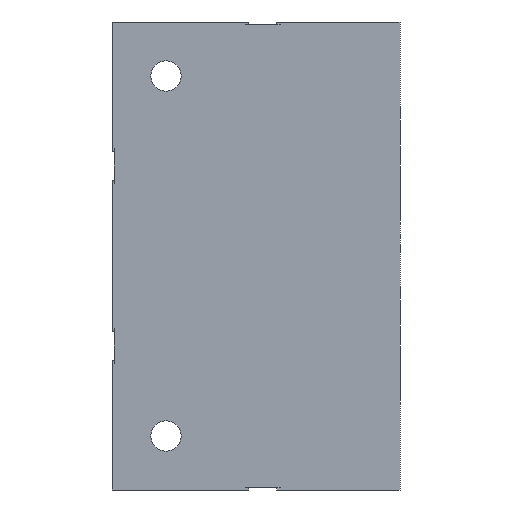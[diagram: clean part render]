
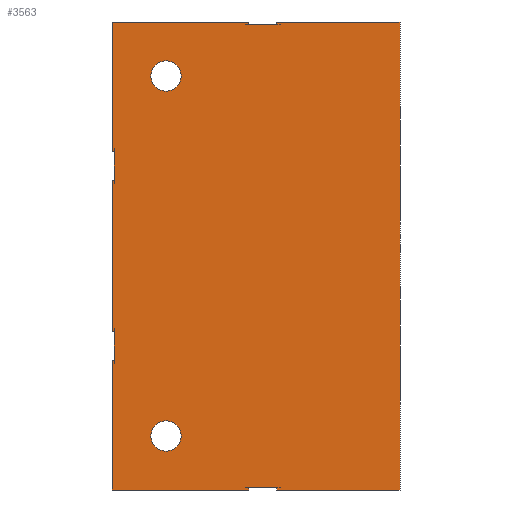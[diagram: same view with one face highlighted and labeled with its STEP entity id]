
A CAD part, front view. The second image highlights one B-rep face of the part: STEP entity #3563.
In plain terms, the highlighted planar face has unit normal (0, -1, 0).
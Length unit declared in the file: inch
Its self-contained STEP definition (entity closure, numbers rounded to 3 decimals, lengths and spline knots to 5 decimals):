
#14=DIRECTION('',(1.,0.,0.));
#15=VECTOR('',#14,1.89769);
#16=CARTESIAN_POINT('',(0.,-2.25,0.));
#17=LINE('',#16,#15);
#23=DIRECTION('',(1.,0.,0.));
#24=VECTOR('',#23,1.70969);
#25=CARTESIAN_POINT('',(2.29031,-2.25,0.));
#26=LINE('',#25,#24);
#606=CARTESIAN_POINT('',(0.75,-2.25,5.75));
#607=DIRECTION('',(0.,-1.,0.));
#608=DIRECTION('',(-1.,0.,0.));
#609=AXIS2_PLACEMENT_3D('',#606,#607,#608);
#611=CARTESIAN_POINT('',(0.75,-2.25,5.75));
#612=DIRECTION('',(0.,-1.,0.));
#613=DIRECTION('',(1.,0.,0.));
#614=AXIS2_PLACEMENT_3D('',#611,#612,#613);
#616=CARTESIAN_POINT('',(0.75,-2.25,0.75));
#617=DIRECTION('',(0.,-1.,0.));
#618=DIRECTION('',(-1.,0.,0.));
#619=AXIS2_PLACEMENT_3D('',#616,#617,#618);
#621=CARTESIAN_POINT('',(0.75,-2.25,0.75));
#622=DIRECTION('',(0.,-1.,0.));
#623=DIRECTION('',(1.,0.,0.));
#624=AXIS2_PLACEMENT_3D('',#621,#622,#623);
#626=DIRECTION('',(0.,0.,1.));
#627=VECTOR('',#626,0.032);
#628=CARTESIAN_POINT('',(1.89769,-2.25,0.));
#629=LINE('',#628,#627);
#630=DIRECTION('',(0.,0.,1.));
#631=VECTOR('',#630,1.80369);
#632=CARTESIAN_POINT('',(0.,-2.25,0.));
#633=LINE('',#632,#631);
#634=DIRECTION('',(1.,0.,0.));
#635=VECTOR('',#634,0.032);
#636=CARTESIAN_POINT('',(0.,-2.25,1.80369));
#637=LINE('',#636,#635);
#638=DIRECTION('',(0.,0.,-1.));
#639=VECTOR('',#638,0.39263);
#640=CARTESIAN_POINT('',(0.032,-2.25,2.19631));
#641=LINE('',#640,#639);
#642=DIRECTION('',(1.,0.,0.));
#643=VECTOR('',#642,0.032);
#644=CARTESIAN_POINT('',(0.,-2.25,2.19631));
#645=LINE('',#644,#643);
#646=DIRECTION('',(0.,0.,1.));
#647=VECTOR('',#646,2.10737);
#648=CARTESIAN_POINT('',(0.,-2.25,2.19631));
#649=LINE('',#648,#647);
#650=DIRECTION('',(1.,0.,0.));
#651=VECTOR('',#650,0.032);
#652=CARTESIAN_POINT('',(0.,-2.25,4.30369));
#653=LINE('',#652,#651);
#654=DIRECTION('',(0.,0.,-1.));
#655=VECTOR('',#654,0.39263);
#656=CARTESIAN_POINT('',(0.032,-2.25,4.69631));
#657=LINE('',#656,#655);
#658=DIRECTION('',(1.,0.,0.));
#659=VECTOR('',#658,0.032);
#660=CARTESIAN_POINT('',(0.,-2.25,4.69631));
#661=LINE('',#660,#659);
#662=DIRECTION('',(0.,0.,1.));
#663=VECTOR('',#662,1.80369);
#664=CARTESIAN_POINT('',(0.,-2.25,4.69631));
#665=LINE('',#664,#663);
#666=DIRECTION('',(0.,0.,-1.));
#667=VECTOR('',#666,0.032);
#668=CARTESIAN_POINT('',(1.89769,-2.25,6.5));
#669=LINE('',#668,#667);
#670=DIRECTION('',(-1.,0.,0.));
#671=VECTOR('',#670,0.39263);
#672=CARTESIAN_POINT('',(2.29031,-2.25,6.468));
#673=LINE('',#672,#671);
#674=DIRECTION('',(0.,0.,-1.));
#675=VECTOR('',#674,0.032);
#676=CARTESIAN_POINT('',(2.29031,-2.25,6.5));
#677=LINE('',#676,#675);
#678=DIRECTION('',(0.,0.,1.));
#679=VECTOR('',#678,0.032);
#680=CARTESIAN_POINT('',(2.29031,-2.25,0.));
#681=LINE('',#680,#679);
#682=DIRECTION('',(-1.,0.,0.));
#683=VECTOR('',#682,0.39263);
#684=CARTESIAN_POINT('',(2.29031,-2.25,0.032));
#685=LINE('',#684,#683);
#1660=DIRECTION('',(1.,0.,0.));
#1661=VECTOR('',#1660,1.89769);
#1662=CARTESIAN_POINT('',(0.,-2.25,6.5));
#1663=LINE('',#1662,#1661);
#1680=DIRECTION('',(1.,0.,0.));
#1681=VECTOR('',#1680,1.70969);
#1682=CARTESIAN_POINT('',(2.29031,-2.25,6.5));
#1683=LINE('',#1682,#1681);
#1928=DIRECTION('',(0.,0.,1.));
#1929=VECTOR('',#1928,6.5);
#1930=CARTESIAN_POINT('',(4.,-2.25,0.));
#1931=LINE('',#1930,#1929);
#2480=CARTESIAN_POINT('',(0.,-2.25,0.));
#2482=VERTEX_POINT('',#2480);
#2483=CARTESIAN_POINT('',(4.,-2.25,0.));
#2485=VERTEX_POINT('',#2483);
#2488=CARTESIAN_POINT('',(0.,-2.25,6.5));
#2490=VERTEX_POINT('',#2488);
#2491=CARTESIAN_POINT('',(4.,-2.25,6.5));
#2493=VERTEX_POINT('',#2491);
#2512=CARTESIAN_POINT('',(1.89769,-2.25,6.468));
#2514=VERTEX_POINT('',#2512);
#2523=CARTESIAN_POINT('',(2.29031,-2.25,6.468));
#2524=VERTEX_POINT('',#2523);
#2525=CARTESIAN_POINT('',(2.29031,-2.25,6.5));
#2526=VERTEX_POINT('',#2525);
#2527=CARTESIAN_POINT('',(1.89769,-2.25,6.5));
#2528=VERTEX_POINT('',#2527);
#2720=CARTESIAN_POINT('',(0.539,-2.25,5.75));
#2721=CARTESIAN_POINT('',(0.961,-2.25,5.75));
#2722=VERTEX_POINT('',#2720);
#2723=VERTEX_POINT('',#2721);
#2728=CARTESIAN_POINT('',(0.539,-2.25,0.75));
#2729=CARTESIAN_POINT('',(0.961,-2.25,0.75));
#2730=VERTEX_POINT('',#2728);
#2731=VERTEX_POINT('',#2729);
#2753=CARTESIAN_POINT('',(0.032,-2.25,4.30369));
#2755=VERTEX_POINT('',#2753);
#2764=CARTESIAN_POINT('',(0.032,-2.25,4.69631));
#2765=VERTEX_POINT('',#2764);
#2766=CARTESIAN_POINT('',(0.,-2.25,4.69631));
#2767=VERTEX_POINT('',#2766);
#2768=CARTESIAN_POINT('',(0.,-2.25,4.30369));
#2769=VERTEX_POINT('',#2768);
#2797=CARTESIAN_POINT('',(0.032,-2.25,1.80369));
#2799=VERTEX_POINT('',#2797);
#2808=CARTESIAN_POINT('',(0.032,-2.25,2.19631));
#2809=VERTEX_POINT('',#2808);
#2810=CARTESIAN_POINT('',(0.,-2.25,2.19631));
#2811=VERTEX_POINT('',#2810);
#2812=CARTESIAN_POINT('',(0.,-2.25,1.80369));
#2813=VERTEX_POINT('',#2812);
#2843=CARTESIAN_POINT('',(1.89769,-2.25,0.032));
#2845=VERTEX_POINT('',#2843);
#2847=CARTESIAN_POINT('',(2.29031,-2.25,0.032));
#2849=VERTEX_POINT('',#2847);
#2859=CARTESIAN_POINT('',(1.89769,-2.25,0.));
#2861=VERTEX_POINT('',#2859);
#2862=CARTESIAN_POINT('',(2.29031,-2.25,0.));
#2864=VERTEX_POINT('',#2862);
#3511=CARTESIAN_POINT('',(0.,-2.25,0.));
#3512=DIRECTION('',(0.,-1.,0.));
#3513=DIRECTION('',(1.,0.,0.));
#3514=AXIS2_PLACEMENT_3D('',#3511,#3512,#3513);
#3515=PLANE('',#3514);
#3516=ORIENTED_EDGE('',*,*,#2920,.F.);
#3517=ORIENTED_EDGE('',*,*,#2889,.F.);
#3519=ORIENTED_EDGE('',*,*,#3518,.T.);
#3520=ORIENTED_EDGE('',*,*,#3487,.T.);
#3521=ORIENTED_EDGE('',*,*,#3472,.F.);
#3522=ORIENTED_EDGE('',*,*,#3503,.F.);
#3524=ORIENTED_EDGE('',*,*,#3523,.T.);
#3526=ORIENTED_EDGE('',*,*,#3525,.T.);
#3528=ORIENTED_EDGE('',*,*,#3527,.F.);
#3530=ORIENTED_EDGE('',*,*,#3529,.F.);
#3532=ORIENTED_EDGE('',*,*,#3531,.T.);
#3534=ORIENTED_EDGE('',*,*,#3533,.T.);
#3536=ORIENTED_EDGE('',*,*,#3535,.T.);
#3538=ORIENTED_EDGE('',*,*,#3537,.F.);
#3540=ORIENTED_EDGE('',*,*,#3539,.F.);
#3542=ORIENTED_EDGE('',*,*,#3541,.T.);
#3544=ORIENTED_EDGE('',*,*,#3543,.F.);
#3545=ORIENTED_EDGE('',*,*,#2901,.F.);
#3547=ORIENTED_EDGE('',*,*,#3546,.T.);
#3548=ORIENTED_EDGE('',*,*,#2931,.T.);
#3549=EDGE_LOOP('',(#3516,#3517,#3519,#3520,#3521,#3522,#3524,#3526,#3528,#3530,
#3532,#3534,#3536,#3538,#3540,#3542,#3544,#3545,#3547,#3548));
#3550=FACE_OUTER_BOUND('',#3549,.F.);
#3552=ORIENTED_EDGE('',*,*,#3551,.T.);
#3554=ORIENTED_EDGE('',*,*,#3553,.T.);
#3555=EDGE_LOOP('',(#3552,#3554));
#3556=FACE_BOUND('',#3555,.F.);
#3558=ORIENTED_EDGE('',*,*,#3557,.T.);
#3560=ORIENTED_EDGE('',*,*,#3559,.T.);
#3561=EDGE_LOOP('',(#3558,#3560));
#3562=FACE_BOUND('',#3561,.F.);
#3563=ADVANCED_FACE('',(#3550,#3556,#3562),#3515,.T.);
#610=CIRCLE('',#609,0.211);
#615=CIRCLE('',#614,0.211);
#620=CIRCLE('',#619,0.211);
#625=CIRCLE('',#624,0.211);
#2889=EDGE_CURVE('',#2482,#2861,#17,.T.);
#2901=EDGE_CURVE('',#2864,#2485,#26,.T.);
#2920=EDGE_CURVE('',#2861,#2845,#629,.T.);
#2931=EDGE_CURVE('',#2849,#2845,#685,.T.);
#3472=EDGE_CURVE('',#2809,#2799,#641,.T.);
#3487=EDGE_CURVE('',#2813,#2799,#637,.T.);
#3503=EDGE_CURVE('',#2811,#2809,#645,.T.);
#3518=EDGE_CURVE('',#2482,#2813,#633,.T.);
#3523=EDGE_CURVE('',#2811,#2769,#649,.T.);
#3525=EDGE_CURVE('',#2769,#2755,#653,.T.);
#3527=EDGE_CURVE('',#2765,#2755,#657,.T.);
#3529=EDGE_CURVE('',#2767,#2765,#661,.T.);
#3531=EDGE_CURVE('',#2767,#2490,#665,.T.);
#3533=EDGE_CURVE('',#2490,#2528,#1663,.T.);
#3535=EDGE_CURVE('',#2528,#2514,#669,.T.);
#3537=EDGE_CURVE('',#2524,#2514,#673,.T.);
#3539=EDGE_CURVE('',#2526,#2524,#677,.T.);
#3541=EDGE_CURVE('',#2526,#2493,#1683,.T.);
#3543=EDGE_CURVE('',#2485,#2493,#1931,.T.);
#3546=EDGE_CURVE('',#2864,#2849,#681,.T.);
#3551=EDGE_CURVE('',#2730,#2731,#620,.T.);
#3553=EDGE_CURVE('',#2731,#2730,#625,.T.);
#3557=EDGE_CURVE('',#2722,#2723,#610,.T.);
#3559=EDGE_CURVE('',#2723,#2722,#615,.T.);
